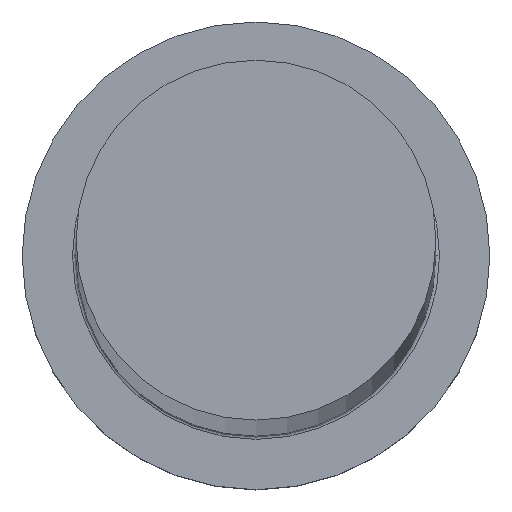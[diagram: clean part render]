
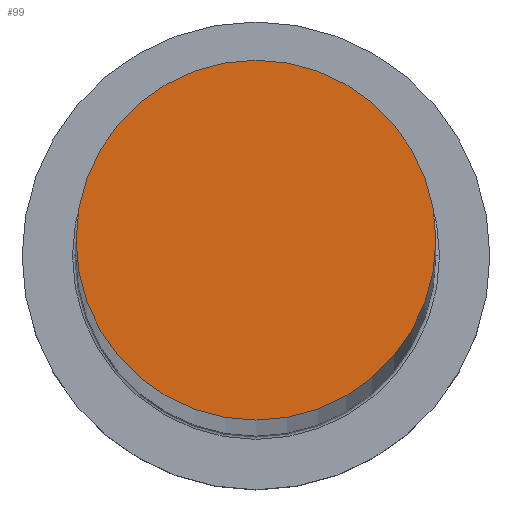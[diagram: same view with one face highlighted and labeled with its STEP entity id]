
A CAD part, top view. The second image highlights one B-rep face of the part: STEP entity #99.
In plain terms, the highlighted planar face has unit normal (0, 0, 1).
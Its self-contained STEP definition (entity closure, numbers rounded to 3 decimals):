
#26 = ORIENTED_EDGE ( 'NONE', *, *, #176, .T. ) ;
#42 = CIRCLE ( 'NONE', #210, 10. ) ;
#54 = PLANE ( 'NONE',  #135 ) ;
#87 = CARTESIAN_POINT ( 'NONE',  ( -10., 0., 508. ) ) ;
#99 = ADVANCED_FACE ( 'NONE', ( #193 ), #54, .T. ) ;
#102 = DIRECTION ( 'NONE',  ( 1., 0., 0. ) ) ;
#110 = CARTESIAN_POINT ( 'NONE',  ( 0., 0., 508. ) ) ;
#135 = AXIS2_PLACEMENT_3D ( 'NONE', #213, #234, #263 ) ;
#139 = EDGE_LOOP ( 'NONE', ( #26, #160 ) ) ;
#160 = ORIENTED_EDGE ( 'NONE', *, *, #285, .T. ) ;
#172 = AXIS2_PLACEMENT_3D ( 'NONE', #110, #298, #102 ) ;
#174 = CARTESIAN_POINT ( 'NONE',  ( 0., 0., 508. ) ) ;
#176 = EDGE_CURVE ( 'NONE', #215, #280, #42, .T. ) ;
#193 = FACE_OUTER_BOUND ( 'NONE', #139, .T. ) ;
#196 = CARTESIAN_POINT ( 'NONE',  ( 10., 0., 508. ) ) ;
#205 = CIRCLE ( 'NONE', #172, 10. ) ;
#210 = AXIS2_PLACEMENT_3D ( 'NONE', #174, #290, #275 ) ;
#213 = CARTESIAN_POINT ( 'NONE',  ( 0., 0., 508. ) ) ;
#215 = VERTEX_POINT ( 'NONE', #87 ) ;
#234 = DIRECTION ( 'NONE',  ( 0., 0., 1. ) ) ;
#263 = DIRECTION ( 'NONE',  ( 1., 0., 0. ) ) ;
#275 = DIRECTION ( 'NONE',  ( 1., 0., 0. ) ) ;
#280 = VERTEX_POINT ( 'NONE', #196 ) ;
#285 = EDGE_CURVE ( 'NONE', #280, #215, #205, .T. ) ;
#290 = DIRECTION ( 'NONE',  ( 0., 0., 1. ) ) ;
#298 = DIRECTION ( 'NONE',  ( 0., 0., 1. ) ) ;
